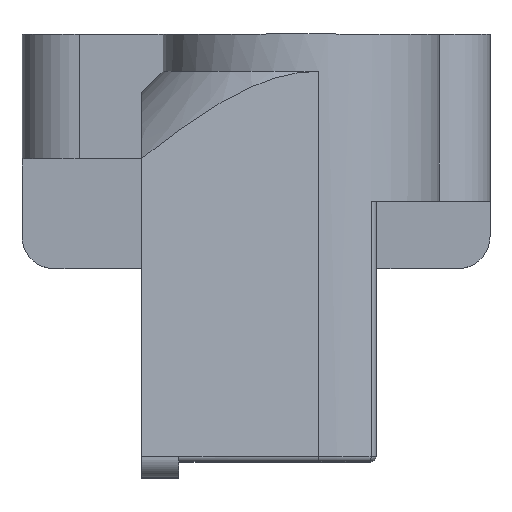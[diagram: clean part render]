
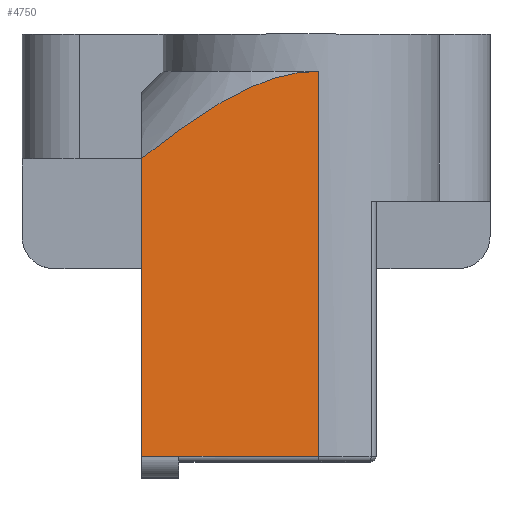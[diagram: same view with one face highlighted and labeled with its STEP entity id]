
A CAD part, top view. The second image highlights one B-rep face of the part: STEP entity #4750.
In plain terms, the highlighted planar face has unit normal (0.125, 0, 0.992).
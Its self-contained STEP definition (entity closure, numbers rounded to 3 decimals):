
#1230=DIRECTION('',(0.,1.,0.));
#1231=VECTOR('',#1230,28.);
#1232=CARTESIAN_POINT('',(-15.25,-39.7,37.5));
#1233=LINE('',#1232,#1231);
#1240=CARTESIAN_POINT('',(-15.25,-39.7,37.5));
#1718=DIRECTION('',(0.,-1.,0.));
#1719=VECTOR('',#1718,36.2);
#1720=CARTESIAN_POINT('',(1.381,-3.5,35.397));
#1721=LINE('',#1720,#1719);
#1722=DIRECTION('',(0.992,0.,-0.125));
#1723=VECTOR('',#1722,13.235);
#1724=CARTESIAN_POINT('',(-11.75,-39.7,37.057));
#1725=LINE('',#1724,#1723);
#1726=DIRECTION('',(-0.992,0.,0.125));
#1727=VECTOR('',#1726,3.528);
#1728=CARTESIAN_POINT('',(-11.75,-39.7,37.057));
#1729=LINE('',#1728,#1727);
#1730=CARTESIAN_POINT('',(-15.233,-11.7,37.498));
#1735=DIRECTION('',(-0.992,0.,0.126));
#1736=VECTOR('',#1735,0.017);
#1737=CARTESIAN_POINT('',(-15.233,-11.7,37.498));
#1738=LINE('',#1737,#1736);
#1743=CARTESIAN_POINT('',(1.381,-3.5,35.397));
#1744=CARTESIAN_POINT('',(0.778,-3.5,
35.473));
#1745=CARTESIAN_POINT('',(-0.453,-3.584,
35.629));
#1746=CARTESIAN_POINT('',(-2.418,-4.007,
35.878));
#1747=CARTESIAN_POINT('',(-4.393,-4.706,
36.127));
#1748=CARTESIAN_POINT('',(-6.319,-5.61,
36.371));
#1749=CARTESIAN_POINT('',(-8.243,-6.695,
36.614));
#1750=CARTESIAN_POINT('',(-10.157,-7.923,
36.856));
#1751=CARTESIAN_POINT('',(-11.975,-9.201,
37.086));
#1752=CARTESIAN_POINT('',(-13.644,-10.449,
37.297));
#1753=CARTESIAN_POINT('',(-14.713,-11.285,
37.432));
#1754=CARTESIAN_POINT('',(-15.233,-11.7,37.498));
#1855=VERTEX_POINT('',#1240);
#1862=CARTESIAN_POINT('',(-15.25,-11.7,37.5));
#1863=VERTEX_POINT('',#1862);
#1874=CARTESIAN_POINT('',(1.381,-39.7,35.397));
#1875=VERTEX_POINT('',#1874);
#1878=CARTESIAN_POINT('',(-11.75,-39.7,37.057));
#1879=VERTEX_POINT('',#1878);
#2166=CARTESIAN_POINT('',(1.381,-3.5,35.397));
#2167=VERTEX_POINT('',#2166);
#2168=VERTEX_POINT('',#1730);
#4734=CARTESIAN_POINT('',(1.381,-41.7,35.397));
#4735=DIRECTION('',(0.125,0.,0.992));
#4736=DIRECTION('',(-0.992,0.,0.125));
#4737=AXIS2_PLACEMENT_3D('',#4734,#4735,#4736);
#4738=PLANE('',#4737);
#4740=ORIENTED_EDGE('',*,*,#4739,.F.);
#4742=ORIENTED_EDGE('',*,*,#4741,.F.);
#4743=ORIENTED_EDGE('',*,*,#3433,.T.);
#4744=ORIENTED_EDGE('',*,*,#4726,.F.);
#4746=ORIENTED_EDGE('',*,*,#4745,.T.);
#4747=ORIENTED_EDGE('',*,*,#3768,.T.);
#4748=EDGE_LOOP('',(#4740,#4742,#4743,#4744,#4746,#4747));
#4749=FACE_OUTER_BOUND('',#4748,.F.);
#4750=ADVANCED_FACE('',(#4749),#4738,.T.);
#1755=B_SPLINE_CURVE_WITH_KNOTS('',3,(#1743,#1744,#1745,#1746,#1747,#1748,#1749,
#1750,#1751,#1752,#1753,#1754),.UNSPECIFIED.,.F.,.F.,(4,1,1,1,1,1,1,1,1,4),
(0.,0.111,0.222,0.333,0.444,
0.556,0.667,0.778,0.889,1.),
.UNSPECIFIED.);
#3433=EDGE_CURVE('',#2167,#1875,#1721,.T.);
#3768=EDGE_CURVE('',#1855,#1863,#1233,.T.);
#4726=EDGE_CURVE('',#1879,#1875,#1725,.T.);
#4739=EDGE_CURVE('',#2168,#1863,#1738,.T.);
#4741=EDGE_CURVE('',#2167,#2168,#1755,.T.);
#4745=EDGE_CURVE('',#1879,#1855,#1729,.T.);
